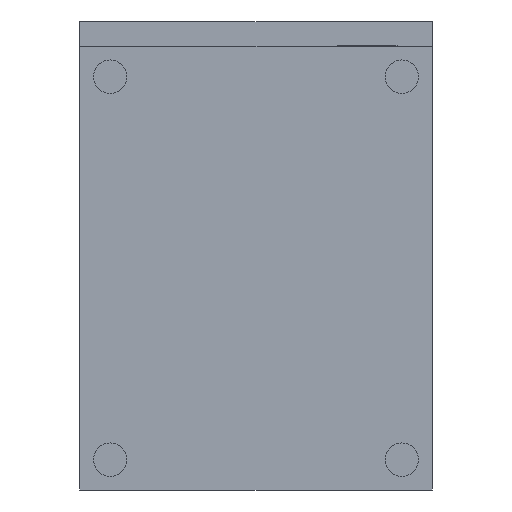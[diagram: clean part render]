
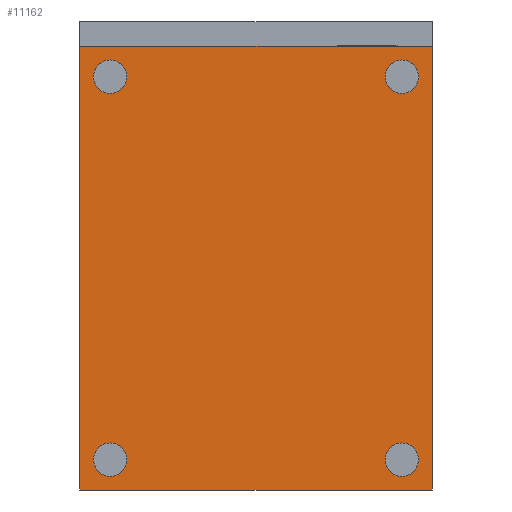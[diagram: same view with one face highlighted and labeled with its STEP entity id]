
A CAD part, front view. The second image highlights one B-rep face of the part: STEP entity #11162.
In plain terms, the highlighted planar face has unit normal (0, -1, 0).
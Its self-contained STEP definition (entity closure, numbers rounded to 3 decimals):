
#61 = CARTESIAN_POINT ( 'NONE',  ( -290., -355., -385. ) ) ;
#155 = CIRCLE ( 'NONE', #4122, 27.5 ) ;
#229 = EDGE_LOOP ( 'NONE', ( #11132 ) ) ;
#378 = AXIS2_PLACEMENT_3D ( 'NONE', #7047, #4074, #9716 ) ;
#455 = ORIENTED_EDGE ( 'NONE', *, *, #6760, .F. ) ;
#617 = VERTEX_POINT ( 'NONE', #2324 ) ;
#1024 = FACE_BOUND ( 'NONE', #229, .T. ) ;
#1053 = DIRECTION ( 'NONE',  ( 1., 0., 0. ) ) ;
#1098 = CIRCLE ( 'NONE', #4137, 27.5 ) ;
#1385 = DIRECTION ( 'NONE',  ( 0., 0., -1. ) ) ;
#1822 = AXIS2_PLACEMENT_3D ( 'NONE', #11675, #3608, #6256 ) ;
#1882 = CARTESIAN_POINT ( 'NONE',  ( -290., -355., 345. ) ) ;
#2288 = EDGE_CURVE ( 'NONE', #7285, #617, #7888, .T. ) ;
#2324 = CARTESIAN_POINT ( 'NONE',  ( 290., -355., 345. ) ) ;
#2353 = VERTEX_POINT ( 'NONE', #7058 ) ;
#2394 = FACE_BOUND ( 'NONE', #3418, .T. ) ;
#2662 = ORIENTED_EDGE ( 'NONE', *, *, #2856, .T. ) ;
#2856 = EDGE_CURVE ( 'NONE', #617, #4904, #2907, .T. ) ;
#2907 = LINE ( 'NONE', #7637, #7129 ) ;
#3394 = FACE_BOUND ( 'NONE', #4517, .T. ) ;
#3418 = EDGE_LOOP ( 'NONE', ( #10627 ) ) ;
#3421 = CARTESIAN_POINT ( 'NONE',  ( -240., -355., -362.5 ) ) ;
#3436 = CARTESIAN_POINT ( 'NONE',  ( 240., -355., -335. ) ) ;
#3608 = DIRECTION ( 'NONE',  ( 0., -1., 0. ) ) ;
#3931 = VERTEX_POINT ( 'NONE', #9563 ) ;
#4074 = DIRECTION ( 'NONE',  ( 0., -1., 0. ) ) ;
#4090 = CARTESIAN_POINT ( 'NONE',  ( 290., -355., 345. ) ) ;
#4122 = AXIS2_PLACEMENT_3D ( 'NONE', #3436, #5231, #4349 ) ;
#4137 = AXIS2_PLACEMENT_3D ( 'NONE', #4949, #6915, #7701 ) ;
#4229 = EDGE_CURVE ( 'NONE', #5803, #5803, #7909, .T. ) ;
#4247 = CARTESIAN_POINT ( 'NONE',  ( 240., -355., 267.5 ) ) ;
#4349 = DIRECTION ( 'NONE',  ( 0., 0., -1. ) ) ;
#4410 = LINE ( 'NONE', #1882, #9595 ) ;
#4517 = EDGE_LOOP ( 'NONE', ( #455 ) ) ;
#4662 = VECTOR ( 'NONE', #1053, 1000. ) ;
#4823 = FACE_BOUND ( 'NONE', #11303, .T. ) ;
#4904 = VERTEX_POINT ( 'NONE', #10011 ) ;
#4949 = CARTESIAN_POINT ( 'NONE',  ( 240., -355., 295. ) ) ;
#4951 = DIRECTION ( 'NONE',  ( 0., -1., 0. ) ) ;
#5231 = DIRECTION ( 'NONE',  ( 0., -1., 0. ) ) ;
#5560 = EDGE_CURVE ( 'NONE', #4904, #3931, #4410, .T. ) ;
#5576 = ORIENTED_EDGE ( 'NONE', *, *, #11448, .T. ) ;
#5677 = LINE ( 'NONE', #61, #4662 ) ;
#5803 = VERTEX_POINT ( 'NONE', #3421 ) ;
#5848 = PLANE ( 'NONE',  #10875 ) ;
#6009 = ORIENTED_EDGE ( 'NONE', *, *, #7920, .F. ) ;
#6174 = CARTESIAN_POINT ( 'NONE',  ( 290., -355., -385. ) ) ;
#6214 = CARTESIAN_POINT ( 'NONE',  ( 240., -355., -362.5 ) ) ;
#6256 = DIRECTION ( 'NONE',  ( 0., 0., -1. ) ) ;
#6318 = CIRCLE ( 'NONE', #378, 27.5 ) ;
#6590 = ORIENTED_EDGE ( 'NONE', *, *, #5560, .T. ) ;
#6682 = VERTEX_POINT ( 'NONE', #6214 ) ;
#6760 = EDGE_CURVE ( 'NONE', #6682, #6682, #155, .T. ) ;
#6915 = DIRECTION ( 'NONE',  ( 0., -1., 0. ) ) ;
#7047 = CARTESIAN_POINT ( 'NONE',  ( -240., -355., 295. ) ) ;
#7058 = CARTESIAN_POINT ( 'NONE',  ( -240., -355., 267.5 ) ) ;
#7129 = VECTOR ( 'NONE', #9557, 1000. ) ;
#7285 = VERTEX_POINT ( 'NONE', #6174 ) ;
#7637 = CARTESIAN_POINT ( 'NONE',  ( -290., -355., 345. ) ) ;
#7701 = DIRECTION ( 'NONE',  ( 0., 0., -1. ) ) ;
#7803 = DIRECTION ( 'NONE',  ( 0., 0., 1. ) ) ;
#7888 = LINE ( 'NONE', #4090, #11139 ) ;
#7909 = CIRCLE ( 'NONE', #1822, 27.5 ) ;
#7920 = EDGE_CURVE ( 'NONE', #8821, #8821, #1098, .T. ) ;
#8821 = VERTEX_POINT ( 'NONE', #4247 ) ;
#9435 = FACE_OUTER_BOUND ( 'NONE', #11166, .T. ) ;
#9557 = DIRECTION ( 'NONE',  ( -1., 0., 0. ) ) ;
#9563 = CARTESIAN_POINT ( 'NONE',  ( -290., -355., -385. ) ) ;
#9595 = VECTOR ( 'NONE', #11027, 1000. ) ;
#9646 = ORIENTED_EDGE ( 'NONE', *, *, #2288, .T. ) ;
#9716 = DIRECTION ( 'NONE',  ( 0., 0., -1. ) ) ;
#10011 = CARTESIAN_POINT ( 'NONE',  ( -290., -355., 345. ) ) ;
#10425 = CARTESIAN_POINT ( 'NONE',  ( 0., -355., 0. ) ) ;
#10536 = EDGE_CURVE ( 'NONE', #2353, #2353, #6318, .T. ) ;
#10627 = ORIENTED_EDGE ( 'NONE', *, *, #4229, .F. ) ;
#10875 = AXIS2_PLACEMENT_3D ( 'NONE', #10425, #4951, #1385 ) ;
#11027 = DIRECTION ( 'NONE',  ( 0., 0., -1. ) ) ;
#11132 = ORIENTED_EDGE ( 'NONE', *, *, #10536, .F. ) ;
#11139 = VECTOR ( 'NONE', #7803, 1000. ) ;
#11162 = ADVANCED_FACE ( 'NONE', ( #4823, #3394, #2394, #1024, #9435 ), #5848, .T. ) ;
#11166 = EDGE_LOOP ( 'NONE', ( #6590, #5576, #9646, #2662 ) ) ;
#11303 = EDGE_LOOP ( 'NONE', ( #6009 ) ) ;
#11448 = EDGE_CURVE ( 'NONE', #3931, #7285, #5677, .T. ) ;
#11675 = CARTESIAN_POINT ( 'NONE',  ( -240., -355., -335. ) ) ;
